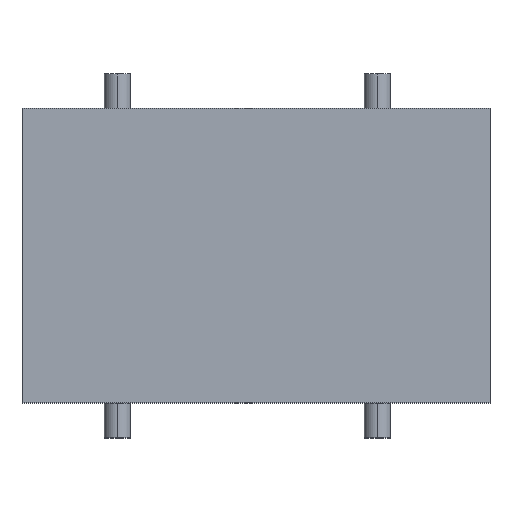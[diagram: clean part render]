
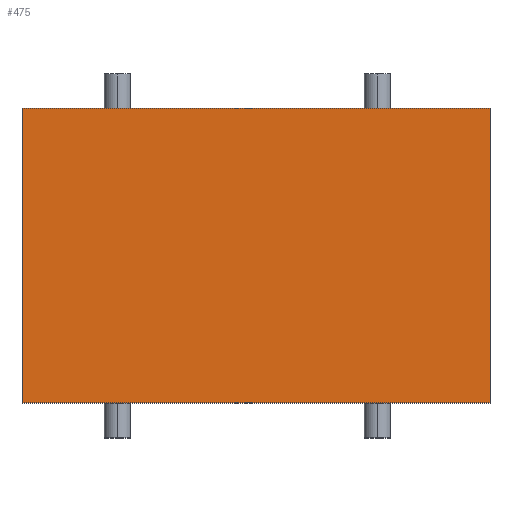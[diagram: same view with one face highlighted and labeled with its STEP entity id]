
A CAD part, top view. The second image highlights one B-rep face of the part: STEP entity #475.
In plain terms, the highlighted planar face has unit normal (0, 0, 1).
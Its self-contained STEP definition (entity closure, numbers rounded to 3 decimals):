
#2 = VECTOR ( 'NONE', #278, 1000. ) ;
#10 = DIRECTION ( 'NONE',  ( -1., 0., 0. ) ) ;
#19 = ORIENTED_EDGE ( 'NONE', *, *, #578, .T. ) ;
#25 = CARTESIAN_POINT ( 'NONE',  ( 270., 0., 150. ) ) ;
#51 = EDGE_CURVE ( 'NONE', #521, #82, #558, .T. ) ;
#62 = VECTOR ( 'NONE', #478, 1000. ) ;
#67 = CARTESIAN_POINT ( 'NONE',  ( 0., 170., 150. ) ) ;
#82 = VERTEX_POINT ( 'NONE', #408 ) ;
#106 = EDGE_LOOP ( 'NONE', ( #472, #538, #620, #19 ) ) ;
#162 = LINE ( 'NONE', #25, #400 ) ;
#164 = CARTESIAN_POINT ( 'NONE',  ( 270., 170., 150. ) ) ;
#183 = EDGE_CURVE ( 'NONE', #376, #216, #162, .T. ) ;
#208 = FACE_OUTER_BOUND ( 'NONE', #106, .T. ) ;
#216 = VERTEX_POINT ( 'NONE', #164 ) ;
#218 = CARTESIAN_POINT ( 'NONE',  ( 0., 0., 150. ) ) ;
#223 = LINE ( 'NONE', #218, #62 ) ;
#246 = CARTESIAN_POINT ( 'NONE',  ( 0., 0., 150. ) ) ;
#247 = AXIS2_PLACEMENT_3D ( 'NONE', #559, #248, #10 ) ;
#248 = DIRECTION ( 'NONE',  ( 0., 0., -1. ) ) ;
#278 = DIRECTION ( 'NONE',  ( -1., 0., 0. ) ) ;
#325 = DIRECTION ( 'NONE',  ( 0., 1., 0. ) ) ;
#326 = CARTESIAN_POINT ( 'NONE',  ( 0., 170., 150. ) ) ;
#335 = VECTOR ( 'NONE', #453, 1000. ) ;
#376 = VERTEX_POINT ( 'NONE', #387 ) ;
#387 = CARTESIAN_POINT ( 'NONE',  ( 270., 0., 150. ) ) ;
#400 = VECTOR ( 'NONE', #325, 1000. ) ;
#408 = CARTESIAN_POINT ( 'NONE',  ( 0., 0., 150. ) ) ;
#453 = DIRECTION ( 'NONE',  ( 0., -1., 0. ) ) ;
#472 = ORIENTED_EDGE ( 'NONE', *, *, #51, .T. ) ;
#475 = ADVANCED_FACE ( 'NONE', ( #208 ), #505, .F. ) ;
#478 = DIRECTION ( 'NONE',  ( 1., 0., 0. ) ) ;
#505 = PLANE ( 'NONE',  #247 ) ;
#521 = VERTEX_POINT ( 'NONE', #67 ) ;
#538 = ORIENTED_EDGE ( 'NONE', *, *, #601, .T. ) ;
#558 = LINE ( 'NONE', #246, #335 ) ;
#559 = CARTESIAN_POINT ( 'NONE',  ( 0., 0., 150. ) ) ;
#578 = EDGE_CURVE ( 'NONE', #216, #521, #618, .T. ) ;
#601 = EDGE_CURVE ( 'NONE', #82, #376, #223, .T. ) ;
#618 = LINE ( 'NONE', #326, #2 ) ;
#620 = ORIENTED_EDGE ( 'NONE', *, *, #183, .T. ) ;
